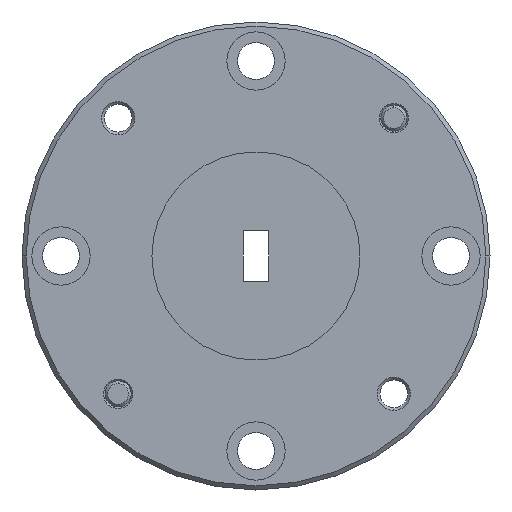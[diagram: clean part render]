
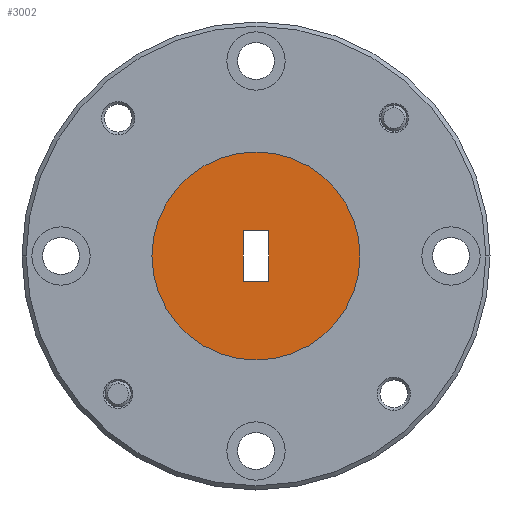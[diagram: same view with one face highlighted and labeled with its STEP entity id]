
A CAD part, left-side view. The second image highlights one B-rep face of the part: STEP entity #3002.
In plain terms, the highlighted planar face has unit normal (-1, 0, 0).
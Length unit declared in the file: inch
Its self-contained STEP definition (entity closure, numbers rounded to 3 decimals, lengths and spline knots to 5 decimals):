
#66 = VERTEX_POINT ( 'NONE', #2733 ) ;
#115 = EDGE_LOOP ( 'NONE', ( #2015, #2764, #3078, #1947 ) ) ;
#137 = DIRECTION ( 'NONE',  ( 1., 0., 0. ) ) ;
#209 = DIRECTION ( 'NONE',  ( 1., 0., 0. ) ) ;
#219 = EDGE_CURVE ( 'NONE', #1896, #66, #2153, .T. ) ;
#268 = DIRECTION ( 'NONE',  ( 0., -1., 0. ) ) ;
#271 = CIRCLE ( 'NONE', #2247, 0.25 ) ;
#448 = ORIENTED_EDGE ( 'NONE', *, *, #3239, .F. ) ;
#454 = EDGE_LOOP ( 'NONE', ( #2997, #448 ) ) ;
#473 = DIRECTION ( 'NONE',  ( 0., 0., -1. ) ) ;
#610 = VERTEX_POINT ( 'NONE', #2805 ) ;
#773 = EDGE_CURVE ( 'NONE', #1558, #66, #1457, .T. ) ;
#896 = CARTESIAN_POINT ( 'NONE',  ( -1.66631, 0.77611, 0.08817 ) ) ;
#903 = DIRECTION ( 'NONE',  ( 0., 0., 1. ) ) ;
#917 = CARTESIAN_POINT ( 'NONE',  ( -1.66631, 0.74561, 0.02717 ) ) ;
#974 = FACE_BOUND ( 'NONE', #115, .T. ) ;
#1029 = PLANE ( 'NONE',  #2709 ) ;
#1175 = LINE ( 'NONE', #1792, #2409 ) ;
#1457 = LINE ( 'NONE', #1674, #3603 ) ;
#1558 = VERTEX_POINT ( 'NONE', #917 ) ;
#1563 = EDGE_CURVE ( 'NONE', #1558, #610, #1175, .T. ) ;
#1674 = CARTESIAN_POINT ( 'NONE',  ( -1.66631, 0.74561, 0.02717 ) ) ;
#1716 = FACE_OUTER_BOUND ( 'NONE', #454, .T. ) ;
#1735 = DIRECTION ( 'NONE',  ( 0., 0., -1. ) ) ;
#1792 = CARTESIAN_POINT ( 'NONE',  ( -1.66631, 0.74561, 0.08817 ) ) ;
#1870 = CARTESIAN_POINT ( 'NONE',  ( -1.66631, 0.77611, 0.33817 ) ) ;
#1896 = VERTEX_POINT ( 'NONE', #3359 ) ;
#1947 = ORIENTED_EDGE ( 'NONE', *, *, #219, .F. ) ;
#2015 = ORIENTED_EDGE ( 'NONE', *, *, #2387, .T. ) ;
#2070 = VERTEX_POINT ( 'NONE', #1870 ) ;
#2153 = LINE ( 'NONE', #3491, #2697 ) ;
#2191 = CARTESIAN_POINT ( 'NONE',  ( -1.66631, 0.77611, -0.16183 ) ) ;
#2247 = AXIS2_PLACEMENT_3D ( 'NONE', #896, #2934, #3238 ) ;
#2387 = EDGE_CURVE ( 'NONE', #1896, #610, #3740, .T. ) ;
#2409 = VECTOR ( 'NONE', #903, 39.37008 ) ;
#2428 = CIRCLE ( 'NONE', #2614, 0.25 ) ;
#2596 = DIRECTION ( 'NONE',  ( 0., 0., 1. ) ) ;
#2614 = AXIS2_PLACEMENT_3D ( 'NONE', #3781, #209, #2596 ) ;
#2697 = VECTOR ( 'NONE', #1735, 39.37008 ) ;
#2709 = AXIS2_PLACEMENT_3D ( 'NONE', #2792, #137, #473 ) ;
#2725 = VECTOR ( 'NONE', #268, 39.37008 ) ;
#2733 = CARTESIAN_POINT ( 'NONE',  ( -1.66631, 0.80661, 0.02717 ) ) ;
#2764 = ORIENTED_EDGE ( 'NONE', *, *, #1563, .F. ) ;
#2792 = CARTESIAN_POINT ( 'NONE',  ( -1.66631, 0.77611, 0.08817 ) ) ;
#2805 = CARTESIAN_POINT ( 'NONE',  ( -1.66631, 0.74561, 0.14917 ) ) ;
#2845 = DIRECTION ( 'NONE',  ( 0., 1., 0. ) ) ;
#2934 = DIRECTION ( 'NONE',  ( 1., 0., 0. ) ) ;
#2997 = ORIENTED_EDGE ( 'NONE', *, *, #3694, .F. ) ;
#3002 = ADVANCED_FACE ( 'NONE', ( #1716, #974 ), #1029, .F. ) ;
#3078 = ORIENTED_EDGE ( 'NONE', *, *, #773, .T. ) ;
#3238 = DIRECTION ( 'NONE',  ( 0., 0., 1. ) ) ;
#3239 = EDGE_CURVE ( 'NONE', #3500, #2070, #271, .T. ) ;
#3255 = CARTESIAN_POINT ( 'NONE',  ( -1.66631, 0.74561, 0.14917 ) ) ;
#3359 = CARTESIAN_POINT ( 'NONE',  ( -1.66631, 0.80661, 0.14917 ) ) ;
#3491 = CARTESIAN_POINT ( 'NONE',  ( -1.66631, 0.80661, 0.08817 ) ) ;
#3500 = VERTEX_POINT ( 'NONE', #2191 ) ;
#3603 = VECTOR ( 'NONE', #2845, 39.37008 ) ;
#3694 = EDGE_CURVE ( 'NONE', #2070, #3500, #2428, .T. ) ;
#3740 = LINE ( 'NONE', #3255, #2725 ) ;
#3781 = CARTESIAN_POINT ( 'NONE',  ( -1.66631, 0.77611, 0.08817 ) ) ;
